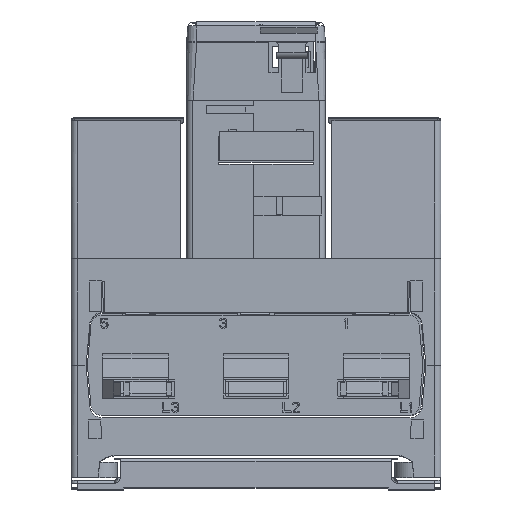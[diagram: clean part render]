
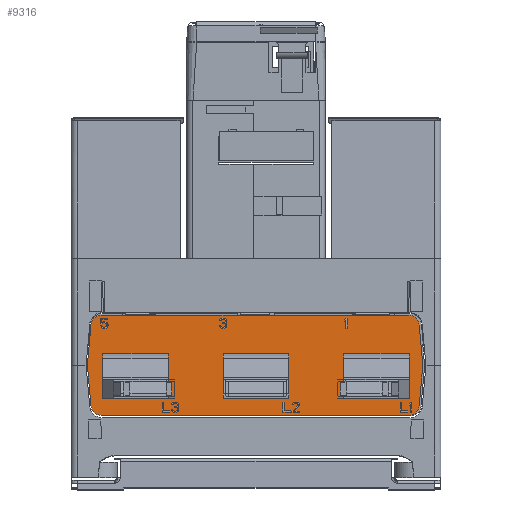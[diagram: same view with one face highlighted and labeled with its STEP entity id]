
A CAD part, top view. The second image highlights one B-rep face of the part: STEP entity #9316.
In plain terms, the highlighted planar face has unit normal (0, 0.009, 1).
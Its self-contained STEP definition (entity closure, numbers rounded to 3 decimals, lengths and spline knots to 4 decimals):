
#7837=CARTESIAN_POINT('',(1.9442,-1.807,1.5701));
#7838=DIRECTION('',(0.,-0.009,-1.));
#7839=DIRECTION('',(0.996,-0.087,0.001));
#7840=AXIS2_PLACEMENT_3D('',#7837,#7838,#7839);
#7842=DIRECTION('',(-1.,0.,0.));
#7843=VECTOR('',#7842,3.9116);
#7844=CARTESIAN_POINT('',(1.9442,-1.9445,1.5713));
#7845=LINE('',#7844,#7843);
#7846=CARTESIAN_POINT('',(-1.9674,-1.807,
1.5701));
#7847=DIRECTION('',(0.,-0.009,-1.));
#7848=DIRECTION('',(0.,-1.,0.009));
#7849=AXIS2_PLACEMENT_3D('',#7846,#7847,#7848);
#7851=DIRECTION('',(-0.087,0.996,-0.009));
#7852=VECTOR('',#7851,0.5095);
#7853=CARTESIAN_POINT('',(-2.1044,-1.819,
1.5702));
#7854=LINE('',#7853,#7852);
#7855=CARTESIAN_POINT('',(-2.1488,-1.3114,
1.5658));
#7856=CARTESIAN_POINT('',(-2.1489,-1.3102,
1.5658));
#7857=CARTESIAN_POINT('',(-2.1491,-1.3077,
1.5657));
#7858=CARTESIAN_POINT('',(-2.1491,-1.3037,
1.5657));
#7859=CARTESIAN_POINT('',(-2.149,-1.3009,
1.5657));
#7860=CARTESIAN_POINT('',(-2.1488,-1.2994,
1.5657));
#7862=DIRECTION('',(0.087,0.996,-0.009));
#7863=VECTOR('',#7862,0.5095);
#7864=CARTESIAN_POINT('',(-2.1488,-1.2994,
1.5657));
#7865=LINE('',#7864,#7863);
#7866=CARTESIAN_POINT('',(-1.9674,-0.8039,
1.5613));
#7867=DIRECTION('',(0.,-0.009,-1.));
#7868=DIRECTION('',(-0.996,0.087,-0.001));
#7869=AXIS2_PLACEMENT_3D('',#7866,#7867,#7868);
#7871=DIRECTION('',(1.,0.,0.));
#7872=VECTOR('',#7871,3.9116);
#7873=CARTESIAN_POINT('',(-1.9674,-0.6663,
1.5601));
#7874=LINE('',#7873,#7872);
#7875=CARTESIAN_POINT('',(1.9442,-0.8039,
1.5613));
#7876=DIRECTION('',(0.,-0.009,-1.));
#7877=DIRECTION('',(0.,1.,-0.009));
#7878=AXIS2_PLACEMENT_3D('',#7875,#7876,#7877);
#7880=DIRECTION('',(0.087,-0.996,0.009));
#7881=VECTOR('',#7880,0.5095);
#7882=CARTESIAN_POINT('',(2.0812,-0.7919,
1.5612));
#7883=LINE('',#7882,#7881);
#7884=CARTESIAN_POINT('',(2.1256,-1.2994,1.5657));
#7885=CARTESIAN_POINT('',(2.1258,-1.3007,1.5657));
#7886=CARTESIAN_POINT('',(2.1259,-1.3032,1.5657));
#7887=CARTESIAN_POINT('',(2.1259,-1.3072,1.5657));
#7888=CARTESIAN_POINT('',(2.1258,-1.31,1.5658));
#7889=CARTESIAN_POINT('',(2.1256,-1.3114,1.5658));
#7891=DIRECTION('',(-0.087,-0.996,0.009));
#7892=VECTOR('',#7891,0.5095);
#7893=CARTESIAN_POINT('',(2.1256,-1.3114,1.5658));
#7894=LINE('',#7893,#7892);
#9263=CARTESIAN_POINT('',(1.9442,-1.9445,1.5713));
#9264=CARTESIAN_POINT('',(2.0812,-1.819,1.5702));
#9265=VERTEX_POINT('',#9263);
#9266=VERTEX_POINT('',#9264);
#9267=CARTESIAN_POINT('',(2.1256,-1.3114,1.5658));
#9268=VERTEX_POINT('',#9267);
#9269=VERTEX_POINT('',#7884);
#9270=CARTESIAN_POINT('',(2.0812,-0.7919,
1.5612));
#9271=VERTEX_POINT('',#9270);
#9272=CARTESIAN_POINT('',(1.9442,-0.6663,
1.5601));
#9273=VERTEX_POINT('',#9272);
#9274=CARTESIAN_POINT('',(-1.9674,-0.6663,
1.5601));
#9275=VERTEX_POINT('',#9274);
#9276=CARTESIAN_POINT('',(-2.1044,-0.7919,
1.5612));
#9277=VERTEX_POINT('',#9276);
#9278=CARTESIAN_POINT('',(-2.1488,-1.2994,
1.5657));
#9279=VERTEX_POINT('',#9278);
#9280=VERTEX_POINT('',#7855);
#9281=CARTESIAN_POINT('',(-2.1044,-1.819,
1.5702));
#9282=VERTEX_POINT('',#9281);
#9283=CARTESIAN_POINT('',(-1.9674,-1.9445,
1.5713));
#9284=VERTEX_POINT('',#9283);
#9285=CARTESIAN_POINT('',(-0.0116,-1.3054,
1.5657));
#9286=DIRECTION('',(0.,0.009,1.));
#9287=DIRECTION('',(1.,0.,0.));
#9288=AXIS2_PLACEMENT_3D('',#9285,#9286,#9287);
#9289=PLANE('',#9288);
#9291=ORIENTED_EDGE('',*,*,#9290,.T.);
#9293=ORIENTED_EDGE('',*,*,#9292,.T.);
#9295=ORIENTED_EDGE('',*,*,#9294,.T.);
#9297=ORIENTED_EDGE('',*,*,#9296,.T.);
#9299=ORIENTED_EDGE('',*,*,#9298,.T.);
#9301=ORIENTED_EDGE('',*,*,#9300,.T.);
#9303=ORIENTED_EDGE('',*,*,#9302,.T.);
#9305=ORIENTED_EDGE('',*,*,#9304,.T.);
#9307=ORIENTED_EDGE('',*,*,#9306,.T.);
#9309=ORIENTED_EDGE('',*,*,#9308,.T.);
#9311=ORIENTED_EDGE('',*,*,#9310,.T.);
#9313=ORIENTED_EDGE('',*,*,#9312,.T.);
#9314=EDGE_LOOP('',(#9291,#9293,#9295,#9297,#9299,#9301,#9303,#9305,#9307,#9309,
#9311,#9313));
#9315=FACE_OUTER_BOUND('',#9314,.F.);
#9316=ADVANCED_FACE('',(#9315),#9289,.T.);
#7841=CIRCLE('',#7840,0.1375);
#7850=CIRCLE('',#7849,0.1375);
#7861=B_SPLINE_CURVE_WITH_KNOTS('',3,(#7855,#7856,#7857,#7858,#7859,#7860),
.UNSPECIFIED.,.F.,.F.,(4,1,1,4),(0.,0.3333,0.6667,1.),
.UNSPECIFIED.);
#7870=CIRCLE('',#7869,0.1375);
#7879=CIRCLE('',#7878,0.1375);
#7890=B_SPLINE_CURVE_WITH_KNOTS('',3,(#7884,#7885,#7886,#7887,#7888,#7889),
.UNSPECIFIED.,.F.,.F.,(4,1,1,4),(0.,0.3333,0.6667,1.),
.UNSPECIFIED.);
#9290=EDGE_CURVE('',#9266,#9265,#7841,.T.);
#9292=EDGE_CURVE('',#9265,#9284,#7845,.T.);
#9294=EDGE_CURVE('',#9284,#9282,#7850,.T.);
#9296=EDGE_CURVE('',#9282,#9280,#7854,.T.);
#9298=EDGE_CURVE('',#9280,#9279,#7861,.T.);
#9300=EDGE_CURVE('',#9279,#9277,#7865,.T.);
#9302=EDGE_CURVE('',#9277,#9275,#7870,.T.);
#9304=EDGE_CURVE('',#9275,#9273,#7874,.T.);
#9306=EDGE_CURVE('',#9273,#9271,#7879,.T.);
#9308=EDGE_CURVE('',#9271,#9269,#7883,.T.);
#9310=EDGE_CURVE('',#9269,#9268,#7890,.T.);
#9312=EDGE_CURVE('',#9268,#9266,#7894,.T.);
